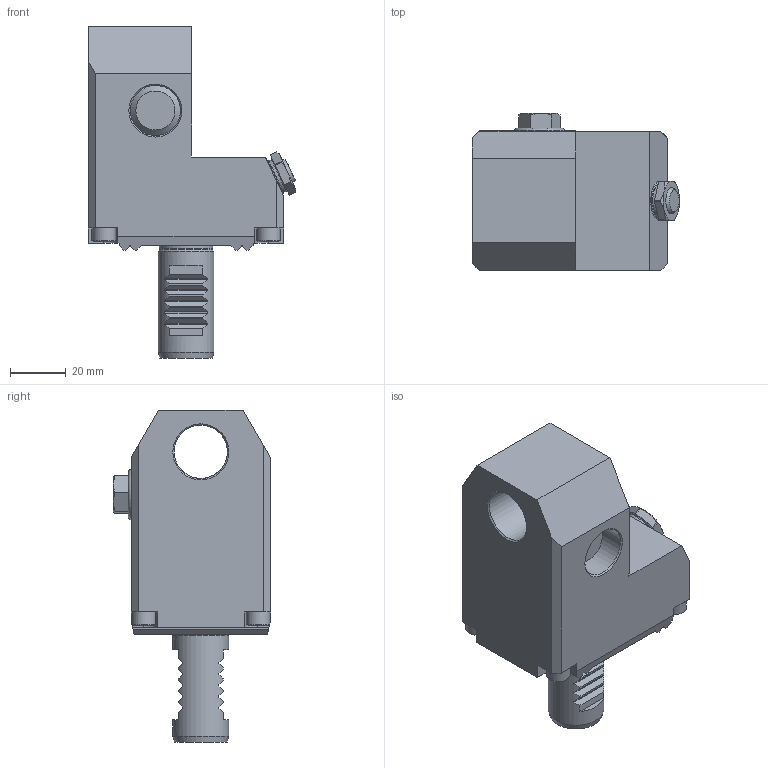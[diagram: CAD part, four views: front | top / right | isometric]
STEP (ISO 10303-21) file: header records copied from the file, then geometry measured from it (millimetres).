
FILE_DESCRIPTION(/* description */ (''),/* implementation_level */ '2;1');
FILE_NAME(/* name */ 'W1150000C.stp',/* time_stamp */ '2009-04-07T10:14:30+02:00',/* author */ (''),/* organization */ (''),/* preprocessor_version */ 'ST-DEVELOPER v11',/* originating_system */ 'UGS - NX 5.0',/* authorisation */ '');
FILE_SCHEMA (('AUTOMOTIVE_DESIGN { 1 0 10303 214 0 1 1 1 }'));
Length unit declared in the file: millimetre
Products named in the file (1): Kris4A66rxpr
Bounding box: 74.25 x 56.3 x 119 mm (x, y, z)
Volume: 186871.1 mm3; surface area: 28456.2 mm2
Topology: 1 solids, 1 shells, 214 faces, 556 edges, 363 vertices
Faces by surface type: plane 144, cylinder 37, cone 27, torus 5, sphere 1
Full cylindrical faces by diameter (mm): 8 x1, 8.5 x4, 12.6 x1, 18 x3, 19.05 x1, 19.1 x1, 20 x1, 23 x1
Entity records: 6705 total; most frequent: CARTESIAN_POINT 1607, ORIENTED_EDGE 1028, DIRECTION 1015, EDGE_CURVE 514, VERTEX_POINT 353, AXIS2_PLACEMENT_3D 343, LINE 329, VECTOR 329
